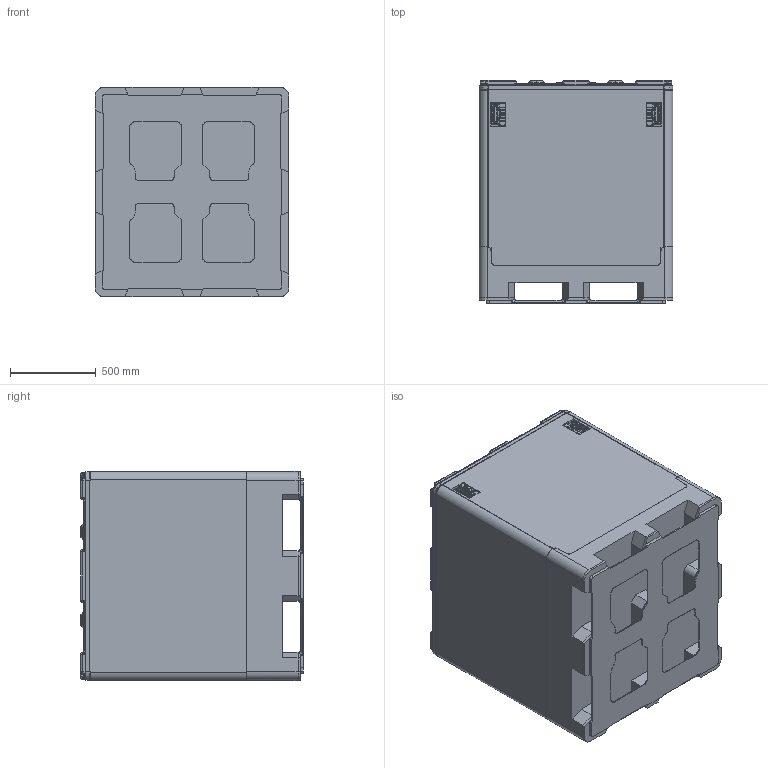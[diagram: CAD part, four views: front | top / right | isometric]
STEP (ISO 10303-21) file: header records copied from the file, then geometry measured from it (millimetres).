
FILE_DESCRIPTION((''),'2;1');
FILE_NAME('159637WSM_ASM','2025-06-20T15:12:04',('SYSTEM'),(''),'CREO PARAMETRIC BY PTC INC, 2023294','CREO PARAMETRIC BY PTC INC, 2023294','');
FILE_SCHEMA(('CONFIG_CONTROL_DESIGN'));
Length unit declared in the file: inch
Products named in the file (7): 145621SM; 145622SM; 86627_HDMX_PANEL-45_SIMPL; 86628_HDMX_PANEL-48_SIMPL; 86558_HDMX_LATCH_SIMPL; 86629_HDMX_TOP-CAP_SIMPL; 159637WSM_ASM
Assembly tree (11 placements, depth 2):
  159637WSM_ASM
    145621SM
    145622SM
    86627_HDMX_PANEL-45_SIMPL  x2
    86628_HDMX_PANEL-48_SIMPL  x2
    86558_HDMX_LATCH_SIMPL  x4
    86629_HDMX_TOP-CAP_SIMPL
Bounding box: 1130.3 x 1300.05 x 1219.2 mm (x, y, z)
Volume: 299117610.9 mm3; surface area: 20080836.8 mm2
Topology: 11 solids, 11 shells, 5233 faces, 13369 edges, 7732 vertices
Faces by surface type: cylinder 1690, plane 1430, bspline 1056, sphere 432, torus 421, cone 196, extrusion 8
Entity records: 102131 total; most frequent: CARTESIAN_POINT 51109, ORIENTED_EDGE 11320, DIRECTION 9442, EDGE_CURVE 5660, VERTEX_POINT 3423, AXIS2_PLACEMENT_3D 3216, VECTOR 3010, LINE 3002
